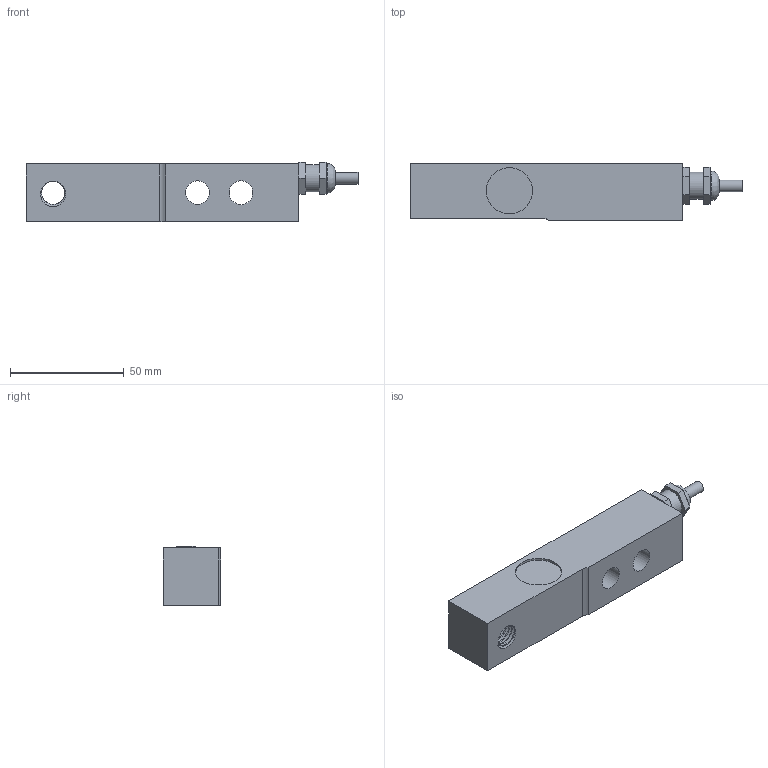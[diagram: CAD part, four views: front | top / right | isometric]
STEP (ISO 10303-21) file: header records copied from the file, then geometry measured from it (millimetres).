
FILE_DESCRIPTION(/* description */ (''),/* implementation_level */ '2;1');
FILE_NAME(/* name */ '563YSLB-(500-2500)lb v4.step',/* time_stamp */ '2020-02-10T09:51:39-08:00',/* author */ (''),/* organization */ (''),/* preprocessor_version */ 'ST-DEVELOPER v18',/* originating_system */ 'Autodesk Translation Framework v8.12.0.6',/* authorisation */ '');
FILE_SCHEMA (('AUTOMOTIVE_DESIGN { 1 0 10303 214 3 1 1 }'));
Length unit declared in the file: inch
Products named in the file (2): 563YSLB-(500-2500)lb; Connector
Assembly tree (1 placements, depth 2):
  563YSLB-(500-2500)lb
    Connector
Bounding box: 145.92 x 25.4 x 26.05 mm (x, y, z)
Volume: 65327 mm3; surface area: 18240.6 mm2
Topology: 2 solids, 2 shells, 70 faces, 162 edges, 106 vertices
Faces by surface type: cylinder 35, plane 31, bspline 3, cone 1
Full cylindrical faces by diameter (mm): 5.1 x1, 8 x1, 10.274 x7, 10.414 x2, 12 x2, 12.227 x11, 13 x1, 17.526 x2, 20.32 x2, 22.352 x1
Entity records: 4071 total; most frequent: CARTESIAN_POINT 2470, ORIENTED_EDGE 322, DIRECTION 293, EDGE_CURVE 161, VERTEX_POINT 106, AXIS2_PLACEMENT_3D 104, EDGE_LOOP 87, LINE 85
